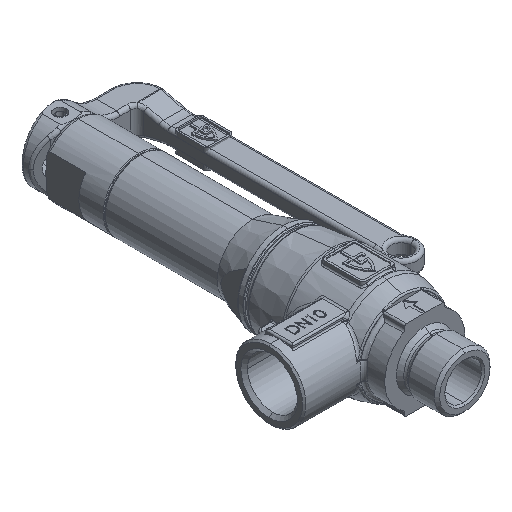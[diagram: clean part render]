
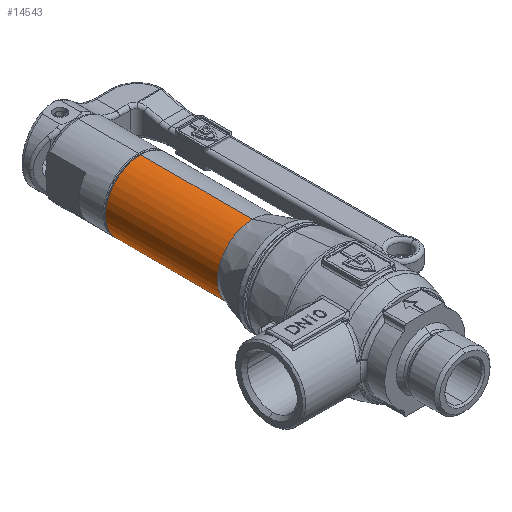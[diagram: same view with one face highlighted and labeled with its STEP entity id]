
A CAD part, isometric view. The second image highlights one B-rep face of the part: STEP entity #14543.
In plain terms, the highlighted cylindrical face has radius 10.5 mm (diameter 21 mm), a partial arc.
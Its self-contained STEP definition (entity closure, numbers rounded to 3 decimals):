
#322 = ORIENTED_EDGE ( 'NONE', *, *, #19598, .F. ) ;
#323 = ORIENTED_EDGE ( 'NONE', *, *, #20303, .T. ) ;
#324 = ORIENTED_EDGE ( 'NONE', *, *, #20421, .T. ) ;
#325 = ORIENTED_EDGE ( 'NONE', *, *, #20326, .F. ) ;
#1357 = VERTEX_POINT ( 'NONE', #10770 ) ;
#10770 = CARTESIAN_POINT ( 'NONE',  ( 0., 29.841, 10.5 ) ) ;
#13859 = VERTEX_POINT ( 'NONE', #21659 ) ;
#13998 = VERTEX_POINT ( 'NONE', #21798 ) ;
#14077 = VERTEX_POINT ( 'NONE', #21877 ) ;
#14543 = ADVANCED_FACE ( 'NONE', ( #24339 ), #24338, .T. ) ;
#19598 = EDGE_CURVE ( 'NONE', #13859, #1357, #29961, .T. ) ;
#20303 = EDGE_CURVE ( 'NONE', #13859, #13998, #25547, .T. ) ;
#20326 = EDGE_CURVE ( 'NONE', #1357, #14077, #25461, .T. ) ;
#20421 = EDGE_CURVE ( 'NONE', #13998, #14077, #35694, .T. ) ;
#21659 = CARTESIAN_POINT ( 'NONE',  ( 0., 63.341, 10.5 ) ) ;
#21798 = CARTESIAN_POINT ( 'NONE',  ( 0., 63.341, -10.5 ) ) ;
#21877 = CARTESIAN_POINT ( 'NONE',  ( 0., 29.841, -10.5 ) ) ;
#22592 = EDGE_LOOP ( 'NONE', ( #322, #323, #324, #325 ) ) ;
#24338 = CYLINDRICAL_SURFACE ( 'NONE', #26701, 10.5 ) ;
#24339 = FACE_OUTER_BOUND ( 'NONE', #22592, .T. ) ;
#24340 = CARTESIAN_POINT ( 'NONE',  ( 0., 8.841, 0. ) ) ;
#24350 = DIRECTION ( 'NONE',  ( 0., -1., 0. ) ) ;
#24351 = DIRECTION ( 'NONE',  ( 0., 0., -1. ) ) ;
#25216 = VECTOR ( 'NONE', #35696, 1000. ) ;
#25453 = AXIS2_PLACEMENT_3D ( 'NONE', #34234, #34235, #34236 ) ;
#25461 = CIRCLE ( 'NONE', #25453, 10.5 ) ;
#25530 = AXIS2_PLACEMENT_3D ( 'NONE', #34189, #34190, #34191 ) ;
#25547 = CIRCLE ( 'NONE', #25530, 10.5 ) ;
#26701 = AXIS2_PLACEMENT_3D ( 'NONE', #24340, #24350, #24351 ) ;
#29958 = CARTESIAN_POINT ( 'NONE',  ( 0., 8.841, 10.5 ) ) ;
#29961 = LINE ( 'NONE', #29958, #34623 ) ;
#29965 = DIRECTION ( 'NONE',  ( 0., -1., 0. ) ) ;
#34189 = CARTESIAN_POINT ( 'NONE',  ( 0., 63.341, 0. ) ) ;
#34190 = DIRECTION ( 'NONE',  ( 0., -1., 0. ) ) ;
#34191 = DIRECTION ( 'NONE',  ( 0., 0., 1. ) ) ;
#34234 = CARTESIAN_POINT ( 'NONE',  ( 0., 29.841, 0. ) ) ;
#34235 = DIRECTION ( 'NONE',  ( 0., -1., 0. ) ) ;
#34236 = DIRECTION ( 'NONE',  ( 0., 0., -1. ) ) ;
#34623 = VECTOR ( 'NONE', #29965, 1000. ) ;
#35694 = LINE ( 'NONE', #35695, #25216 ) ;
#35695 = CARTESIAN_POINT ( 'NONE',  ( 0., 8.841, -10.5 ) ) ;
#35696 = DIRECTION ( 'NONE',  ( 0., -1., 0. ) ) ;
